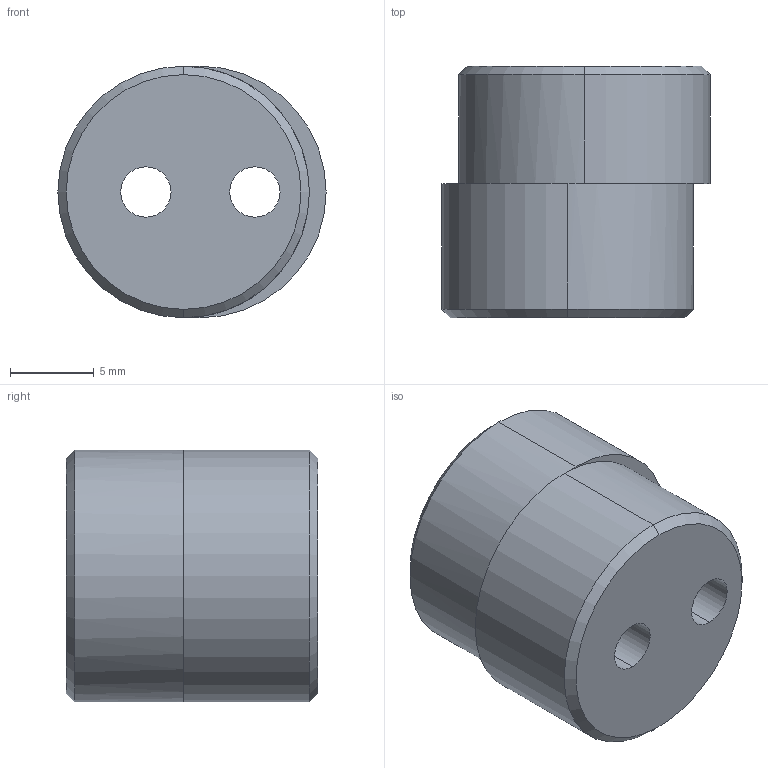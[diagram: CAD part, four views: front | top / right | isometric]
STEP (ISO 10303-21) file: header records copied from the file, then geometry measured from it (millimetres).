
FILE_DESCRIPTION (( 'STEP AP214' ), '1' );
FILE_NAME ('eccentric_shaft_1.STEP', '2025-01-20T17:57:42', ( '' ), ( '' ), 'SwSTEP 2.0', 'SolidWorks 2024', '' );
FILE_SCHEMA (( 'AUTOMOTIVE_DESIGN' ));
Length unit declared in the file: millimetre
Products named in the file (1): eccentric_shaft_1
Bounding box: 16 x 15 x 15 mm (x, y, z)
Volume: 2267.7 mm3; surface area: 1355.5 mm2
Topology: 1 solids, 1 shells, 21 faces, 48 edges, 30 vertices
Faces by surface type: cylinder 10, plane 7, cone 4
Entity records: 633 total; most frequent: DIRECTION 120, CARTESIAN_POINT 100, ORIENTED_EDGE 96, AXIS2_PLACEMENT_3D 50, EDGE_CURVE 48, VERTEX_POINT 30, CIRCLE 28, EDGE_LOOP 26
